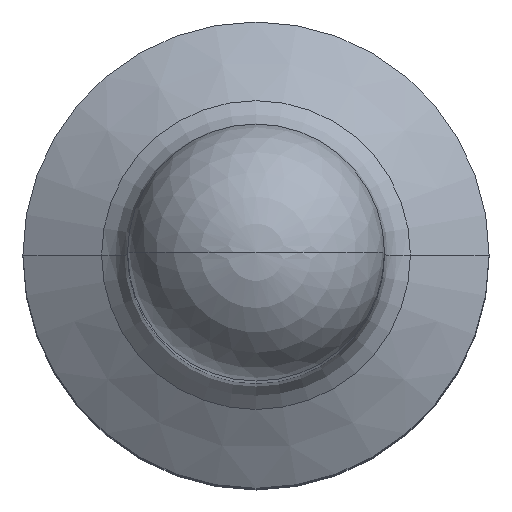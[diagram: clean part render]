
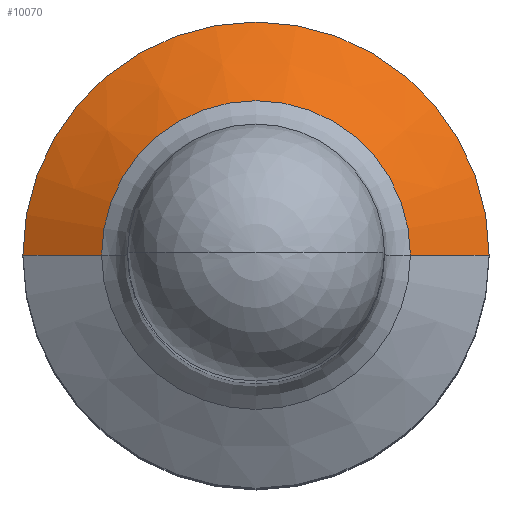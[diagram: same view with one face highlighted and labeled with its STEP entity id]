
A CAD part, top view. The second image highlights one B-rep face of the part: STEP entity #10070.
In plain terms, the highlighted conical face has half-angle 60 degrees and reference radius 1.49 mm.
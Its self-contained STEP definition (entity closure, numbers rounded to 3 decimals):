
#600=CARTESIAN_POINT('',(32.098,74.596,-6.6));
#610=VERTEX_POINT('',#600);
#700=CARTESIAN_POINT('',(35.078,74.596,-6.6));
#710=VERTEX_POINT('',#700);
#740=CARTESIAN_POINT('',(33.588,74.596,-6.6));
#750=DIRECTION('',(0.,1.,0.));
#760=DIRECTION('',(1.,0.,0.));
#770=AXIS2_PLACEMENT_3D('',#740,#750,#760);
#780=CIRCLE('',#770,1.49);
#790=EDGE_CURVE('',#610,#710,#780,.T.);
#910=CARTESIAN_POINT('',(33.588,74.596,-6.6));
#920=DIRECTION('',(0.,-1.,0.));
#930=DIRECTION('',(-1.,0.,0.));
#940=AXIS2_PLACEMENT_3D('',#910,#920,#930);
#950=CONICAL_SURFACE('',#940,1.49,1.047);
#960=CARTESIAN_POINT('',(35.078,74.596,-6.6));
#970=DIRECTION('',(0.866,-0.5,0.));
#980=VECTOR('',#970,1.721);
#990=LINE('',#960,#980);
#1000=CARTESIAN_POINT('',(35.838,74.157,-6.6));
#1010=VERTEX_POINT('',#1000);
#1020=EDGE_CURVE('',#710,#1010,#990,.T.);
#1060=CARTESIAN_POINT('',(32.098,74.596,-6.6))
;
#1070=DIRECTION('',(-0.866,-0.5,0.));
#1080=VECTOR('',#1070,1.721);
#1090=LINE('',#1060,#1080);
#1100=CARTESIAN_POINT('',(31.338,74.157,-6.6));
#1110=VERTEX_POINT('',#1100);
#1120=EDGE_CURVE('',#610,#1110,#1090,.T.);
#1140=CARTESIAN_POINT('',(33.588,74.157,-6.6));
#1150=DIRECTION('',(0.,-1.,0.));
#1160=DIRECTION('',(-1.,0.,0.));
#1170=AXIS2_PLACEMENT_3D('',#1140,#1150,#1160);
#1180=CIRCLE('',#1170,2.25);
#10000=ORIENTED_EDGE('',*,*,#1020,.F.);
#10010=EDGE_CURVE('',#1010,#1110,#1180,.T.);
#10020=ORIENTED_EDGE('',*,*,#10010,.F.);
#10030=ORIENTED_EDGE('',*,*,#1120,.T.);
#10040=ORIENTED_EDGE('',*,*,#790,.F.);
#10050=EDGE_LOOP('',(#10040,#10030,#10020,#10000));
#10060=FACE_OUTER_BOUND('',#10050,.T.);
#10070=ADVANCED_FACE('',(#10060),#950,.T.);
